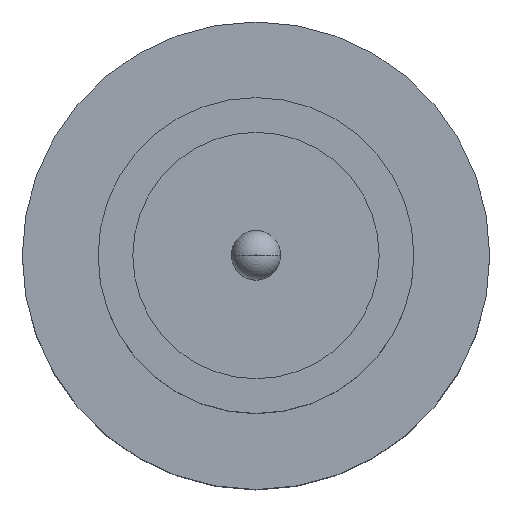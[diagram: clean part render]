
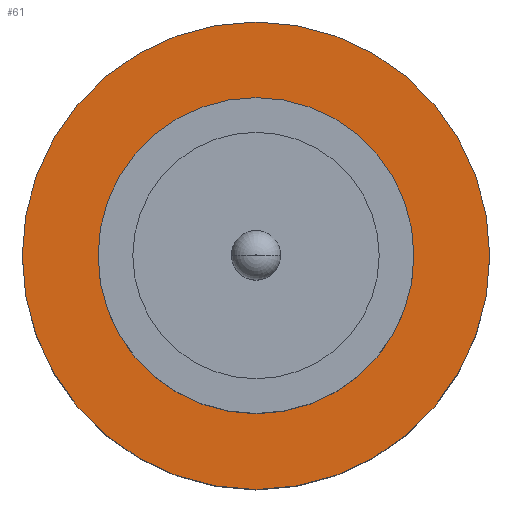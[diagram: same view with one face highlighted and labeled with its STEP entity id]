
A CAD part, top view. The second image highlights one B-rep face of the part: STEP entity #61.
In plain terms, the highlighted planar face has unit normal (0, 0, 1).
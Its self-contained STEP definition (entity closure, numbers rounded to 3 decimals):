
#33 = DIRECTION ( 'NONE',  ( 0., 0., 1. ) ) ;
#35 = DIRECTION ( 'NONE',  ( 1., 0., 0. ) ) ;
#47 = AXIS2_PLACEMENT_3D ( 'NONE', #794, #733, #364 ) ;
#48 = ORIENTED_EDGE ( 'NONE', *, *, #755, .F. ) ;
#61 = ADVANCED_FACE ( 'NONE', ( #807, #813 ), #497, .T. ) ;
#85 = DIRECTION ( 'NONE',  ( 1., 0., 0. ) ) ;
#99 = CARTESIAN_POINT ( 'NONE',  ( -1.85, 0., 1.55 ) ) ;
#156 = CIRCLE ( 'NONE', #453, 1.25 ) ;
#161 = DIRECTION ( 'NONE',  ( 1., 0., 0. ) ) ;
#202 = EDGE_CURVE ( 'NONE', #254, #457, #671, .T. ) ;
#209 = ORIENTED_EDGE ( 'NONE', *, *, #781, .T. ) ;
#229 = CIRCLE ( 'NONE', #485, 1.85 ) ;
#241 = EDGE_LOOP ( 'NONE', ( #519, #209 ) ) ;
#244 = CARTESIAN_POINT ( 'NONE',  ( 0., 0., 1.55 ) ) ;
#254 = VERTEX_POINT ( 'NONE', #863 ) ;
#293 = DIRECTION ( 'NONE',  ( 0., 0., 1. ) ) ;
#301 = DIRECTION ( 'NONE',  ( 1., 0., 0. ) ) ;
#344 = AXIS2_PLACEMENT_3D ( 'NONE', #483, #293, #85 ) ;
#364 = DIRECTION ( 'NONE',  ( 1., 0., 0. ) ) ;
#367 = CIRCLE ( 'NONE', #47, 1.85 ) ;
#411 = EDGE_CURVE ( 'NONE', #834, #857, #229, .T. ) ;
#453 = AXIS2_PLACEMENT_3D ( 'NONE', #244, #33, #161 ) ;
#457 = VERTEX_POINT ( 'NONE', #531 ) ;
#483 = CARTESIAN_POINT ( 'NONE',  ( 0., 0., 1.55 ) ) ;
#485 = AXIS2_PLACEMENT_3D ( 'NONE', #879, #737, #35 ) ;
#497 = PLANE ( 'NONE',  #344 ) ;
#505 = EDGE_LOOP ( 'NONE', ( #562, #48 ) ) ;
#508 = AXIS2_PLACEMENT_3D ( 'NONE', #788, #790, #301 ) ;
#519 = ORIENTED_EDGE ( 'NONE', *, *, #411, .T. ) ;
#531 = CARTESIAN_POINT ( 'NONE',  ( -1.25, 0., 1.55 ) ) ;
#562 = ORIENTED_EDGE ( 'NONE', *, *, #202, .F. ) ;
#671 = CIRCLE ( 'NONE', #508, 1.25 ) ;
#733 = DIRECTION ( 'NONE',  ( 0., 0., 1. ) ) ;
#737 = DIRECTION ( 'NONE',  ( 0., 0., 1. ) ) ;
#755 = EDGE_CURVE ( 'NONE', #457, #254, #156, .T. ) ;
#781 = EDGE_CURVE ( 'NONE', #857, #834, #367, .T. ) ;
#788 = CARTESIAN_POINT ( 'NONE',  ( 0., 0., 1.55 ) ) ;
#790 = DIRECTION ( 'NONE',  ( 0., 0., 1. ) ) ;
#794 = CARTESIAN_POINT ( 'NONE',  ( 0., 0., 1.55 ) ) ;
#803 = CARTESIAN_POINT ( 'NONE',  ( 1.85, 0., 1.55 ) ) ;
#807 = FACE_BOUND ( 'NONE', #505, .T. ) ;
#813 = FACE_OUTER_BOUND ( 'NONE', #241, .T. ) ;
#834 = VERTEX_POINT ( 'NONE', #99 ) ;
#857 = VERTEX_POINT ( 'NONE', #803 ) ;
#863 = CARTESIAN_POINT ( 'NONE',  ( 1.25, 0., 1.55 ) ) ;
#879 = CARTESIAN_POINT ( 'NONE',  ( 0., 0., 1.55 ) ) ;
